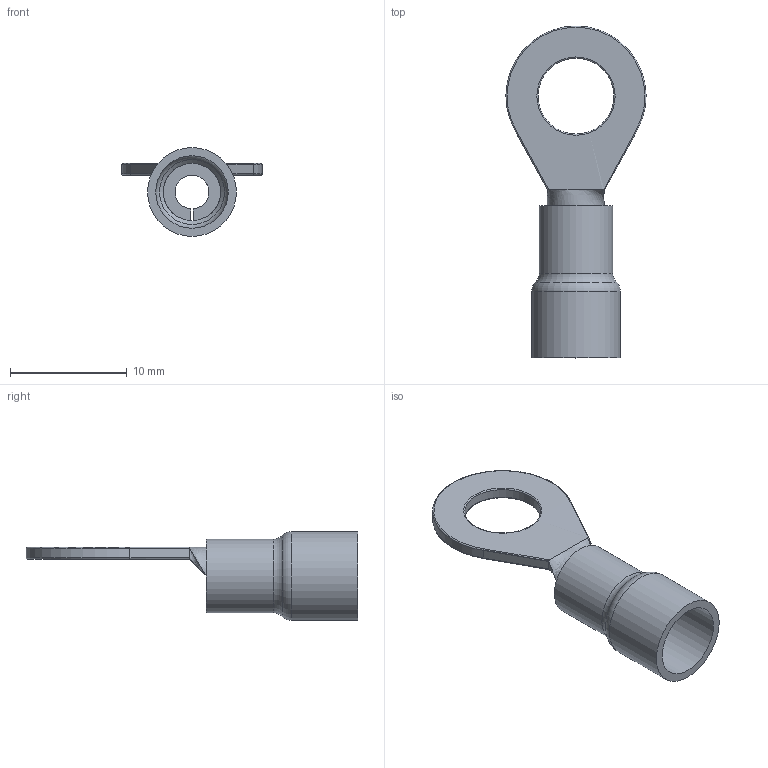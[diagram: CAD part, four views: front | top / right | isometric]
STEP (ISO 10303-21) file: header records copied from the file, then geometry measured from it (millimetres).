
FILE_DESCRIPTION(('STEP AP214'), '1');
FILE_NAME('RV', '', ('UNSPECIFIED'), ('UNSPECIFIED'), 'ASCON STEP Converter 1.6', 'ASCON Math Kernel', '');
FILE_SCHEMA(('AUTOMOTIVE_DESIGN { 1 0 10303 214 3 1 1}'));
Length unit declared in the file: millimetre
Products named in the file (1): RV
Bounding box: 12 x 28.4 x 7.6 mm (x, y, z)
Volume: 182.3 mm3; surface area: 998.8 mm2
Topology: 1 solids, 2 shells, 37 faces, 96 edges, 60 vertices
Faces by surface type: plane 12, cylinder 12, torus 7, bspline 5, cone 1
Full cylindrical faces by diameter (mm): 4.9 x1, 6.2 x1, 6.3 x1, 6.5 x1, 7.6 x1
Entity records: 3310 total; most frequent: CARTESIAN_POINT 2178, ORIENTED_EDGE 153, DIRECTION 148, EDGE_CURVE 85, AXIS2_PLACEMENT_3D 61, VERTEX_POINT 60, EDGE_LOOP 52, COLOUR_RGB 39
